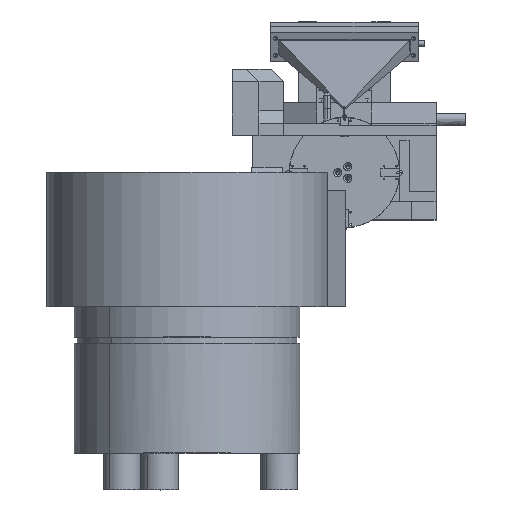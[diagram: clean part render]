
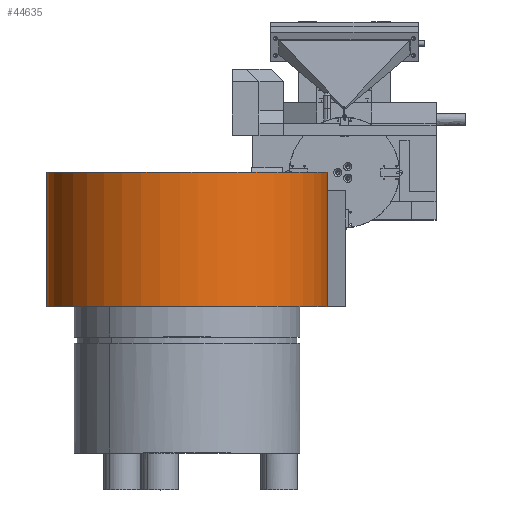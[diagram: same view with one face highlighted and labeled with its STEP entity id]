
A CAD part, top view. The second image highlights one B-rep face of the part: STEP entity #44635.
In plain terms, the highlighted free-form (B-spline) face has degree [2, 1] with [5, 2] control points.
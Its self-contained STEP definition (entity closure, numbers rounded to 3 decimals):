
#44635 = ADVANCED_FACE('',(#44636),#44672,.T.);
#44636 = FACE_BOUND('',#44637,.T.);
#44637 = EDGE_LOOP('',(#44638,#44650,#44657,#44667));
#44638 = ORIENTED_EDGE('',*,*,#44639,.F.);
#44639 = EDGE_CURVE('',#44640,#44642,#44644,.T.);
#44640 = VERTEX_POINT('',#44641);
#44641 = CARTESIAN_POINT('',(-5.994,243.233,
    -68.706));
#44642 = VERTEX_POINT('',#44643);
#44643 = CARTESIAN_POINT('',(193.806,243.233,
    -68.706));
#44644 = ( BOUNDED_CURVE() B_SPLINE_CURVE(2,(#44645,#44646,#44647,#44648
,#44649),.UNSPECIFIED.,.F.,.F.) B_SPLINE_CURVE_WITH_KNOTS((3,2,3),(0.,
1.571,3.142),.PIECEWISE_BEZIER_KNOTS.) CURVE() 
GEOMETRIC_REPRESENTATION_ITEM() RATIONAL_B_SPLINE_CURVE((1.,
0.707,1.,0.707,1.)) REPRESENTATION_ITEM('') );
#44645 = CARTESIAN_POINT('',(-5.994,243.233,
    -68.706));
#44646 = CARTESIAN_POINT('',(-5.994,243.233,
    31.194));
#44647 = CARTESIAN_POINT('',(93.906,243.233,
    31.194));
#44648 = CARTESIAN_POINT('',(193.806,243.233,
    31.194));
#44649 = CARTESIAN_POINT('',(193.806,243.233,
    -68.706));
#44650 = ORIENTED_EDGE('',*,*,#44651,.T.);
#44651 = EDGE_CURVE('',#44640,#44652,#44654,.T.);
#44652 = VERTEX_POINT('',#44653);
#44653 = CARTESIAN_POINT('',(-5.994,147.677,
    -68.706));
#44654 = B_SPLINE_CURVE_WITH_KNOTS('',1,(#44655,#44656),.UNSPECIFIED.,
  .F.,.F.,(2,2),(0.,110.),.PIECEWISE_BEZIER_KNOTS.);
#44655 = CARTESIAN_POINT('',(-5.994,243.233,
    -68.706));
#44656 = CARTESIAN_POINT('',(-5.994,147.677,
    -68.706));
#44657 = ORIENTED_EDGE('',*,*,#44658,.T.);
#44658 = EDGE_CURVE('',#44652,#44659,#44661,.T.);
#44659 = VERTEX_POINT('',#44660);
#44660 = CARTESIAN_POINT('',(193.806,147.677,
    -68.706));
#44661 = ( BOUNDED_CURVE() B_SPLINE_CURVE(2,(#44662,#44663,#44664,#44665
,#44666),.UNSPECIFIED.,.F.,.F.) B_SPLINE_CURVE_WITH_KNOTS((3,2,3),(0.,
1.571,3.142),.PIECEWISE_BEZIER_KNOTS.) CURVE() 
GEOMETRIC_REPRESENTATION_ITEM() RATIONAL_B_SPLINE_CURVE((1.,
0.707,1.,0.707,1.)) REPRESENTATION_ITEM('') );
#44662 = CARTESIAN_POINT('',(-5.994,147.677,
    -68.706));
#44663 = CARTESIAN_POINT('',(-5.994,147.677,
    31.194));
#44664 = CARTESIAN_POINT('',(93.906,147.677,
    31.194));
#44665 = CARTESIAN_POINT('',(193.806,147.677,
    31.194));
#44666 = CARTESIAN_POINT('',(193.806,147.677,
    -68.706));
#44667 = ORIENTED_EDGE('',*,*,#44668,.F.);
#44668 = EDGE_CURVE('',#44642,#44659,#44669,.T.);
#44669 = B_SPLINE_CURVE_WITH_KNOTS('',1,(#44670,#44671),.UNSPECIFIED.,
  .F.,.F.,(2,2),(0.,110.),.PIECEWISE_BEZIER_KNOTS.);
#44670 = CARTESIAN_POINT('',(193.806,243.233,
    -68.706));
#44671 = CARTESIAN_POINT('',(193.806,147.677,
    -68.706));
#44672 = ( BOUNDED_SURFACE() B_SPLINE_SURFACE(2,1,(
    (#44673,#44674)
    ,(#44675,#44676)
    ,(#44677,#44678)
    ,(#44679,#44680)
    ,(#44681,#44682
)),.UNSPECIFIED.,.F.,.F.,.F.) B_SPLINE_SURFACE_WITH_KNOTS((3,2,3),(2,2),
  (0.,1.571,3.142),(0.,110.),.PIECEWISE_BEZIER_KNOTS.) 
GEOMETRIC_REPRESENTATION_ITEM() RATIONAL_B_SPLINE_SURFACE((
    (1.,1.)
    ,(0.707,0.707)
    ,(1.,1.)
    ,(0.707,0.707)
,(1.,1.))) REPRESENTATION_ITEM('') SURFACE() );
#44673 = CARTESIAN_POINT('',(193.806,243.233,
    -68.706));
#44674 = CARTESIAN_POINT('',(193.806,147.677,
    -68.706));
#44675 = CARTESIAN_POINT('',(193.806,243.233,
    31.194));
#44676 = CARTESIAN_POINT('',(193.806,147.677,
    31.194));
#44677 = CARTESIAN_POINT('',(93.906,243.233,
    31.194));
#44678 = CARTESIAN_POINT('',(93.906,147.677,
    31.194));
#44679 = CARTESIAN_POINT('',(-5.994,243.233,
    31.194));
#44680 = CARTESIAN_POINT('',(-5.994,147.677,
    31.194));
#44681 = CARTESIAN_POINT('',(-5.994,243.233,
    -68.706));
#44682 = CARTESIAN_POINT('',(-5.994,147.677,
    -68.706));
